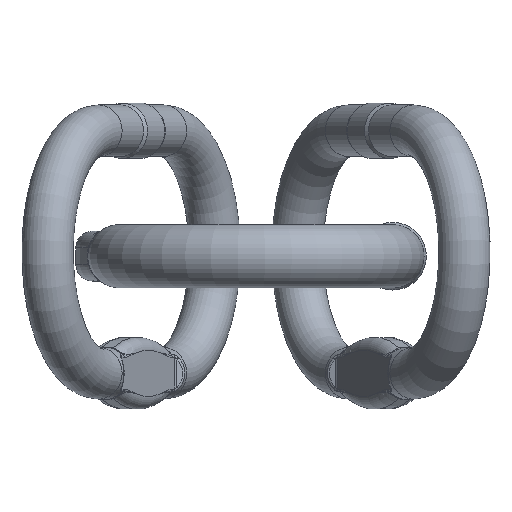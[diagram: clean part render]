
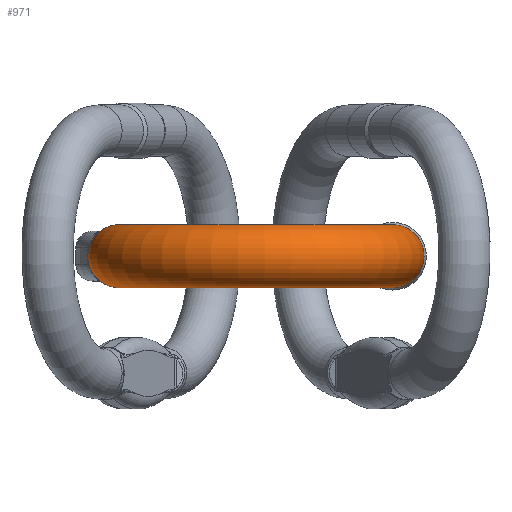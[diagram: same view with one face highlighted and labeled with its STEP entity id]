
A CAD part, front view. The second image highlights one B-rep face of the part: STEP entity #971.
In plain terms, the highlighted toroidal (fillet/blend) face has major radius 71.5 mm and minor radius 16.5 mm.
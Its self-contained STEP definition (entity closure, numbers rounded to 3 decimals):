
#611=TOROIDAL_SURFACE('',#6824,71.5,16.5);
#971=ADVANCED_FACE('',(#1952,#1953),#611,.T.);
#1350=CIRCLE('',#6819,16.5);
#1351=CIRCLE('',#6822,16.5);
#1352=CIRCLE('',#6823,16.5);
#1753=B_SPLINE_CURVE_WITH_KNOTS('',3,(#13612,#13613,#13614,#13615,#13616,
#13617),.UNSPECIFIED.,.F.,.F.,(4,2,4),(0.,0.5,1.),.UNSPECIFIED.);
#1754=B_SPLINE_CURVE_WITH_KNOTS('',3,(#13621,#13622,#13623,#13624,#13625,
#13626),.UNSPECIFIED.,.F.,.F.,(4,2,4),(0.,0.5,1.),.UNSPECIFIED.);
#1952=FACE_BOUND('',#2272,.T.);
#1953=FACE_BOUND('',#2273,.T.);
#2272=EDGE_LOOP('',(#3714));
#2273=EDGE_LOOP('',(#3715,#3716,#3717,#3718));
#3714=ORIENTED_EDGE('',*,*,#5564,.F.);
#3715=ORIENTED_EDGE('',*,*,#5565,.T.);
#3716=ORIENTED_EDGE('',*,*,#5566,.T.);
#3717=ORIENTED_EDGE('',*,*,#5567,.T.);
#3718=ORIENTED_EDGE('',*,*,#5562,.T.);
#4750=VERTEX_POINT('',#13605);
#4751=VERTEX_POINT('',#13607);
#4752=VERTEX_POINT('',#13611);
#4753=VERTEX_POINT('',#13618);
#4754=VERTEX_POINT('',#13620);
#5562=EDGE_CURVE('',#4751,#4750,#1350,.T.);
#5564=EDGE_CURVE('',#4752,#4752,#1351,.T.);
#5565=EDGE_CURVE('',#4750,#4753,#1753,.T.);
#5566=EDGE_CURVE('',#4753,#4754,#1352,.T.);
#5567=EDGE_CURVE('',#4754,#4751,#1754,.T.);
#6819=AXIS2_PLACEMENT_3D('',#13606,#7817,#7818);
#6822=AXIS2_PLACEMENT_3D('',#13610,#7823,#7824);
#6823=AXIS2_PLACEMENT_3D('',#13619,#7825,#7826);
#6824=AXIS2_PLACEMENT_3D('',#13627,#7827,#7828);
#7817=DIRECTION('',(0.,-1.,0.));
#7818=DIRECTION('',(0.,0.,1.));
#7823=DIRECTION('',(0.,1.,0.));
#7824=DIRECTION('',(0.,0.,1.));
#7825=DIRECTION('',(0.,-1.,0.));
#7826=DIRECTION('',(0.,0.,1.));
#7827=DIRECTION('',(0.,0.,1.));
#7828=DIRECTION('',(1.,0.,0.));
#13605=CARTESIAN_POINT('',(-63.668,-45.,14.523));
#13606=CARTESIAN_POINT('',(-71.5,-45.,0.));
#13607=CARTESIAN_POINT('',(-63.668,-45.,-14.523));
#13610=CARTESIAN_POINT('',(71.5,-45.,0.));
#13611=CARTESIAN_POINT('',(71.5,-45.,16.5));
#13612=CARTESIAN_POINT('',(-63.668,-45.,14.523));
#13613=CARTESIAN_POINT('',(-65.977,-45.996,15.768));
#13614=CARTESIAN_POINT('',(-68.699,-46.61,16.505));
#13615=CARTESIAN_POINT('',(-74.319,-46.625,16.495));
#13616=CARTESIAN_POINT('',(-77.035,-46.032,15.762));
#13617=CARTESIAN_POINT('',(-79.332,-45.,14.523));
#13618=CARTESIAN_POINT('',(-79.332,-45.,14.523));
#13619=CARTESIAN_POINT('',(-71.5,-45.,0.));
#13620=CARTESIAN_POINT('',(-79.332,-45.,-14.523));
#13621=CARTESIAN_POINT('',(-79.332,-45.,-14.523));
#13622=CARTESIAN_POINT('',(-77.035,-46.032,-15.762));
#13623=CARTESIAN_POINT('',(-74.304,-46.628,-16.498));
#13624=CARTESIAN_POINT('',(-68.684,-46.608,-16.502));
#13625=CARTESIAN_POINT('',(-65.976,-45.996,-15.767));
#13626=CARTESIAN_POINT('',(-63.668,-45.,-14.523));
#13627=CARTESIAN_POINT('',(0.,-45.,0.));
